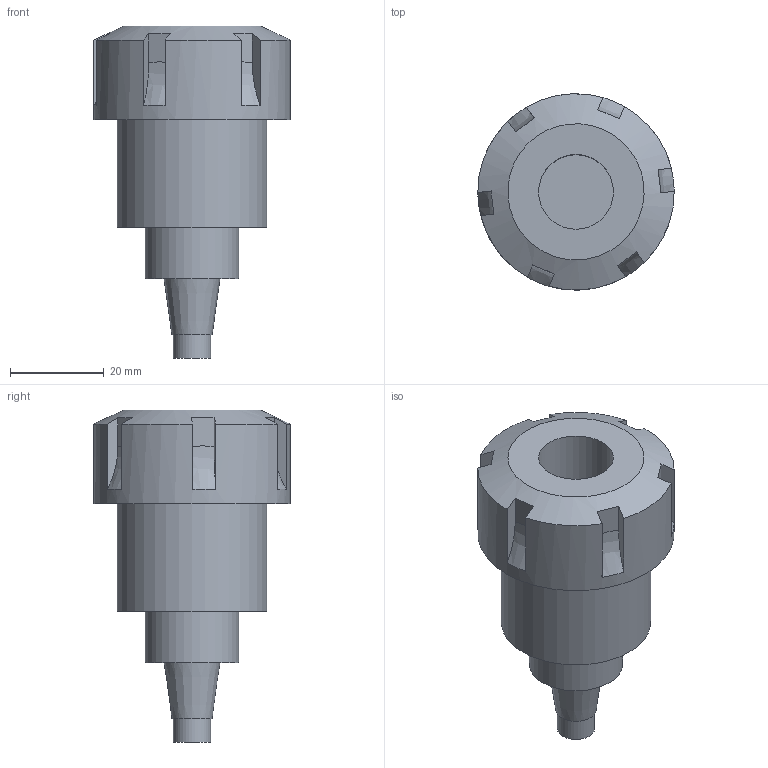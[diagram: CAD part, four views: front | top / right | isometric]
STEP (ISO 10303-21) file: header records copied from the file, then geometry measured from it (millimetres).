
FILE_DESCRIPTION(/* description */ (''),/* implementation_level */ '2;1');
FILE_NAME(/* name */ 'W9990697_stp.stp',/* time_stamp */ '2017-05-08T08:16:37+02:00',/* author */ (''),/* organization */ (''),/* preprocessor_version */ 'ST-DEVELOPER v15',/* originating_system */ 'SIEMENS PLM Software NX 9.0',/* authorisation */ '');
FILE_SCHEMA (('AUTOMOTIVE_DESIGN { 1 0 10303 214 3 1 1 1 }'));
Length unit declared in the file: millimetre
Products named in the file (1): reic18D0476Dmbj0
Bounding box: 42 x 42 x 71 mm (x, y, z)
Volume: 40298.4 mm3; surface area: 11027.5 mm2
Topology: 1 solids, 1 shells, 38 faces, 94 edges, 63 vertices
Faces by surface type: plane 25, bspline 6, cylinder 5, cone 2
Full cylindrical faces by diameter (mm): 8 x1, 16 x1, 20 x1, 32 x1, 42 x1
Entity records: 1214 total; most frequent: CARTESIAN_POINT 393, ORIENTED_EDGE 168, DIRECTION 138, EDGE_CURVE 84, VERTEX_POINT 60, AXIS2_PLACEMENT_3D 57, EDGE_LOOP 50, ADVANCED_FACE 38
